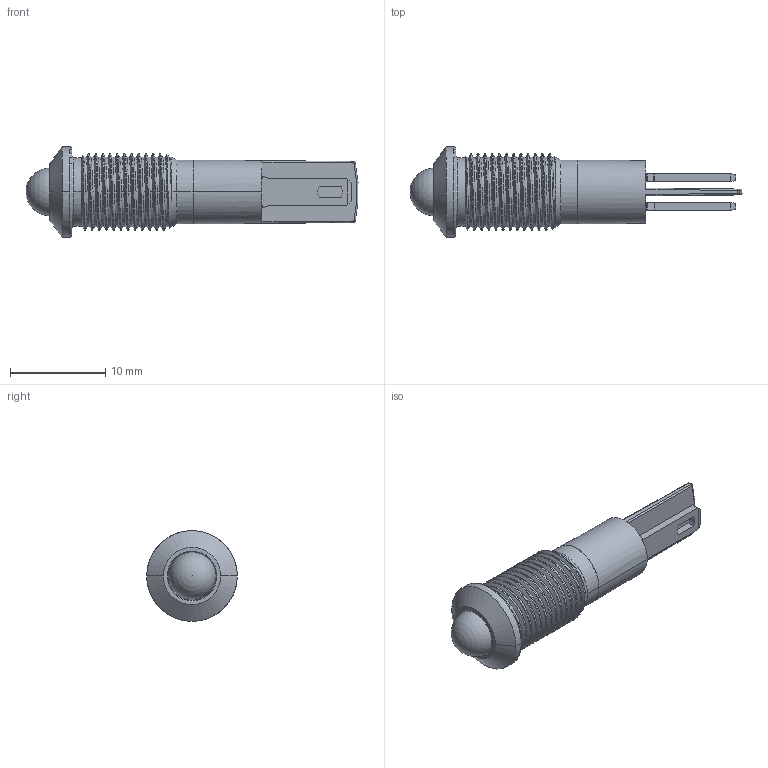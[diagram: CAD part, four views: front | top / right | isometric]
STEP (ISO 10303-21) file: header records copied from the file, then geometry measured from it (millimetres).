
FILE_DESCRIPTION(/* description */ (''),/* implementation_level */ '2;1');
FILE_NAME(/* name */ 'PVL10DLxxx.stp',/* time_stamp */ '2024-11-27T12:12:09-06:00',/* author */ ('jsteinblock'),/* organization */ (''),/* preprocessor_version */ 'ST-DEVELOPER v18.1',/* originating_system */ 'Autodesk Inventor 2022',/* authorisation */ '');
FILE_SCHEMA (('AUTOMOTIVE_DESIGN { 1 0 10303 214 3 1 1 }'));
Length unit declared in the file: inch
Products named in the file (1): PVL10DLxxx
Bounding box: 34.78 x 9.5 x 9.5 mm (x, y, z)
Volume: 476.4 mm3; surface area: 1599.8 mm2
Topology: 2 solids, 6 shells, 243 faces, 657 edges, 425 vertices
Faces by surface type: bspline 129, plane 102, torus 6, cylinder 4, sphere 2
Full cylindrical faces by diameter (mm): 5 x1
Entity records: 26334 total; most frequent: CARTESIAN_POINT 20972, ORIENTED_EDGE 1312, DIRECTION 722, EDGE_CURVE 656, VERTEX_POINT 425, LINE 360, VECTOR 360, EDGE_LOOP 259
